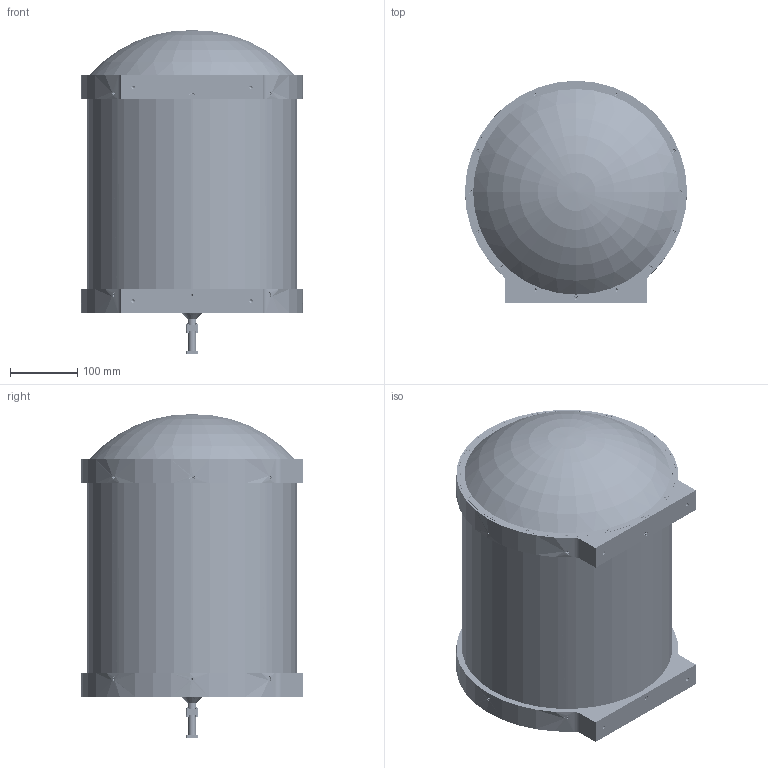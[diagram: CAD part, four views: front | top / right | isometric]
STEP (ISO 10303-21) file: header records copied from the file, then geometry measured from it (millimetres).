
FILE_DESCRIPTION (( 'STEP AP203' ), '1' );
FILE_NAME ('SAG-2533033502-28-S1.STEP', '2019-05-15T21:29:56', ( '' ), ( '' ), 'SwSTEP 2.0', 'SolidWorks 2016', '' );
FILE_SCHEMA (( 'CONFIG_CONTROL_DESIGN' ));
Length unit declared in the file: inch
Products named in the file (1): SAG-2533033502-28-S1
Bounding box: 330.2 x 330.2 x 481.2 mm (x, y, z)
Volume: 29749152.3 mm3; surface area: 906378 mm2
Topology: 61 solids, 62 shells, 3795 faces, 10350 edges, 6587 vertices
Faces by surface type: cylinder 1832, cone 974, plane 867, bspline 120, torus 2
Entity records: 200935 total; most frequent: CARTESIAN_POINT 116135, ORIENTED_EDGE 20392, DIRECTION 14984, EDGE_CURVE 10196, VERTEX_POINT 6587, AXIS2_PLACEMENT_3D 5556, EDGE_LOOP 4031, VECTOR 3872
